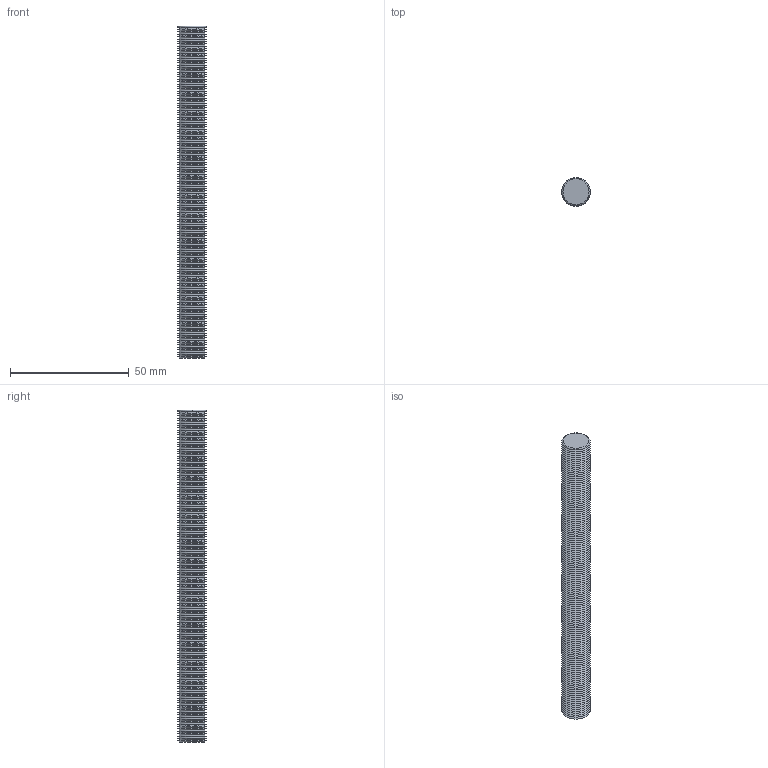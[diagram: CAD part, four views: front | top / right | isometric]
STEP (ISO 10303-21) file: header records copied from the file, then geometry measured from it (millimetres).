
FILE_DESCRIPTION (( 'STEP AP214' ), '1' );
FILE_NAME ('Screw Stem M12x140蹟裝.step', '2016-10-28T04:17:47', ( 'dell' ), ( '' ), 'SwSTEP 2.0', 'SolidWorks 2013', '' );
FILE_SCHEMA (( 'AUTOMOTIVE_DESIGN' ));
Length unit declared in the file: millimetre
Products named in the file (1): Screw Stem M12x140蹟裝
Bounding box: 12 x 12 x 140 mm (x, y, z)
Volume: 13821.5 mm3; surface area: 9469.9 mm2
Topology: 1 solids, 1 shells, 562 faces, 1122 edges, 562 vertices
Faces by surface type: cone 558, torus 2, plane 2
Entity records: 14080 total; most frequent: DIRECTION 2812, CARTESIAN_POINT 2247, ORIENTED_EDGE 2244, AXIS2_PLACEMENT_3D 1127, EDGE_CURVE 1122, CIRCLE 564, VERTEX_POINT 562, FACE_OUTER_BOUND 562
